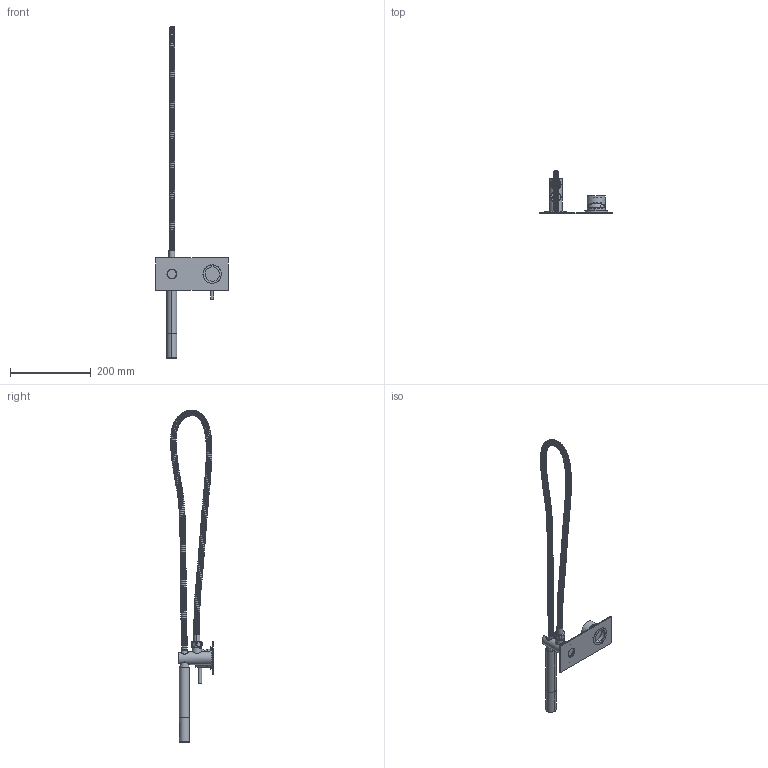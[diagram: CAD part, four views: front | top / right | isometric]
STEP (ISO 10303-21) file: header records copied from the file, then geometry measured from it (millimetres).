
FILE_DESCRIPTION (( 'STEP AP214' ), '1' );
FILE_NAME ('SUSSEX_SCALA_SMHSSRH_mixer_hand_shower_system_rh_shell.STEP', '2021-10-07T01:15:17', ( '' ), ( '' ), 'SwSTEP 2.0', 'SolidWorks 2020', '' );
FILE_SCHEMA (( 'AUTOMOTIVE_DESIGN' ));
Length unit declared in the file: millimetre
Products named in the file (1): SUSSEX_SCALA_SMHSSRH_mixer_hand_shower_system_rh_shell
Bounding box: 180 x 106.19 x 822.09 mm (x, y, z)
Volume: 382111.5 mm3; surface area: 187717.4 mm2
Topology: 15 solids, 15 shells, 1797 faces, 5172 edges, 3442 vertices
Faces by surface type: bspline 955, plane 631, cylinder 171, cone 24, torus 16
Entity records: 101056 total; most frequent: CARTESIAN_POINT 60796, ORIENTED_EDGE 10344, EDGE_CURVE 5172, VERTEX_POINT 3442, DIRECTION 3163, B_SPLINE_CURVE_WITH_KNOTS 3120, EDGE_LOOP 2434, FACE_OUTER_BOUND 1797
